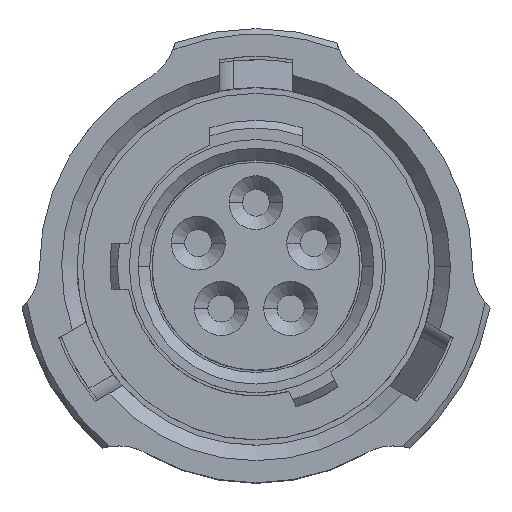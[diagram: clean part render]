
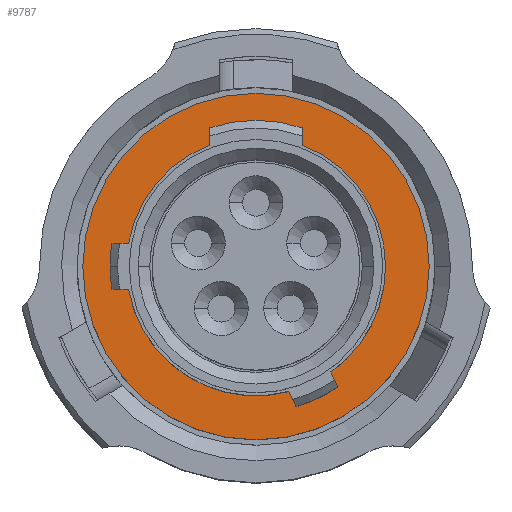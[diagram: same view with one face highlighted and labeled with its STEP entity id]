
A CAD part, top view. The second image highlights one B-rep face of the part: STEP entity #9787.
In plain terms, the highlighted planar face has unit normal (0, 0, 1).
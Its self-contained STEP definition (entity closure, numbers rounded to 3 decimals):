
#385 = AXIS2_PLACEMENT_3D ( 'NONE', #13054, #4486, #14493 ) ;
#986 = VERTEX_POINT ( 'NONE', #4846 ) ;
#2175 = ORIENTED_EDGE ( 'NONE', *, *, #7980, .F. ) ;
#2218 = AXIS2_PLACEMENT_3D ( 'NONE', #15083, #6542, #16484 ) ;
#2299 = CIRCLE ( 'NONE', #8582, 3.29 ) ;
#3050 = DIRECTION ( 'NONE',  ( 0., 0., 1. ) ) ;
#3433 = DIRECTION ( 'NONE',  ( 0., 0., 1. ) ) ;
#4394 = CARTESIAN_POINT ( 'NONE',  ( -3.29, 0., -6.6 ) ) ;
#4486 = DIRECTION ( 'NONE',  ( 0., 0., 1. ) ) ;
#4571 = EDGE_CURVE ( 'NONE', #7605, #18434, #2299, .T. ) ;
#4786 = PLANE ( 'NONE',  #2218 ) ;
#4846 = CARTESIAN_POINT ( 'NONE',  ( 4.5, 0., -6.6 ) ) ;
#5424 = DIRECTION ( 'NONE',  ( 0., 0., 1. ) ) ;
#5789 = VERTEX_POINT ( 'NONE', #10630 ) ;
#6531 = FACE_OUTER_BOUND ( 'NONE', #12161, .T. ) ;
#6542 = DIRECTION ( 'NONE',  ( 0., 0., -1. ) ) ;
#7605 = VERTEX_POINT ( 'NONE', #9643 ) ;
#7980 = EDGE_CURVE ( 'NONE', #18434, #7605, #16549, .T. ) ;
#8582 = AXIS2_PLACEMENT_3D ( 'NONE', #13978, #5424, #15390 ) ;
#8598 = ORIENTED_EDGE ( 'NONE', *, *, #16746, .T. ) ;
#9223 = AXIS2_PLACEMENT_3D ( 'NONE', #11651, #3050, #13081 ) ;
#9643 = CARTESIAN_POINT ( 'NONE',  ( 3.29, 0., -6.6 ) ) ;
#9787 = ADVANCED_FACE ( 'NONE', ( #10332, #6531 ), #4786, .F. ) ;
#10332 = FACE_BOUND ( 'NONE', #10499, .T. ) ;
#10499 = EDGE_LOOP ( 'NONE', ( #17764, #2175 ) ) ;
#10630 = CARTESIAN_POINT ( 'NONE',  ( -4.5, 0., -6.6 ) ) ;
#11127 = AXIS2_PLACEMENT_3D ( 'NONE', #12024, #3433, #13451 ) ;
#11651 = CARTESIAN_POINT ( 'NONE',  ( 0., 0., -6.6 ) ) ;
#12024 = CARTESIAN_POINT ( 'NONE',  ( 0., 0., -6.6 ) ) ;
#12161 = EDGE_LOOP ( 'NONE', ( #8598, #16069 ) ) ;
#13054 = CARTESIAN_POINT ( 'NONE',  ( 0., 0., -6.6 ) ) ;
#13081 = DIRECTION ( 'NONE',  ( 1., 0., 0. ) ) ;
#13451 = DIRECTION ( 'NONE',  ( 1., 0., 0. ) ) ;
#13978 = CARTESIAN_POINT ( 'NONE',  ( 0., 0., -6.6 ) ) ;
#14493 = DIRECTION ( 'NONE',  ( 1., 0., 0. ) ) ;
#14787 = EDGE_CURVE ( 'NONE', #5789, #986, #18423, .T. ) ;
#14933 = CIRCLE ( 'NONE', #9223, 4.5 ) ;
#15083 = CARTESIAN_POINT ( 'NONE',  ( 0., 3.29, -6.6 ) ) ;
#15390 = DIRECTION ( 'NONE',  ( 1., 0., 0. ) ) ;
#16069 = ORIENTED_EDGE ( 'NONE', *, *, #14787, .T. ) ;
#16484 = DIRECTION ( 'NONE',  ( -1., 0., 0. ) ) ;
#16549 = CIRCLE ( 'NONE', #11127, 3.29 ) ;
#16746 = EDGE_CURVE ( 'NONE', #986, #5789, #14933, .T. ) ;
#17764 = ORIENTED_EDGE ( 'NONE', *, *, #4571, .F. ) ;
#18423 = CIRCLE ( 'NONE', #385, 4.5 ) ;
#18434 = VERTEX_POINT ( 'NONE', #4394 ) ;
